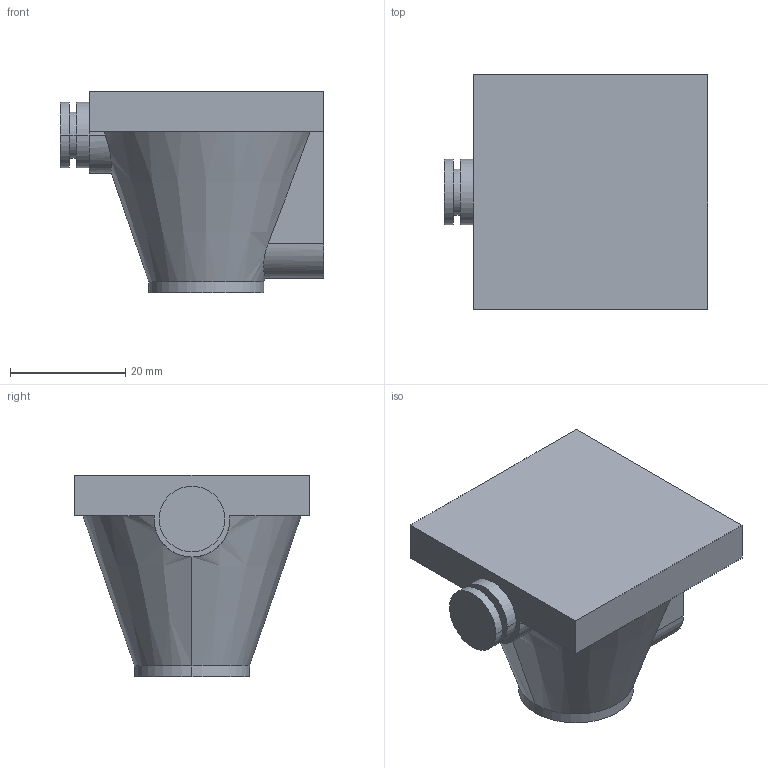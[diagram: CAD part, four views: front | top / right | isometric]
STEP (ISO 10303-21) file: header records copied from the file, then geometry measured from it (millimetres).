
FILE_DESCRIPTION(('STEP AP214'),'1');
FILE_NAME('cctmp_32E70EEF-B969-4FD5-B342-A6A662650A63_2021_1_14_9_25_35_132..stp','2021-01-14T08:25:35',('Bosch Rexroth AG'),('CADClick - www.CADClick.com'),'Spatial InterOp 3D',' ','unknown authorization - (Healing Option Enabled)');
FILE_SCHEMA(('AUTOMOTIVE_DESIGN'));
Length unit declared in the file: millimetre
Products named in the file (1): 2021_01_14__09-25-35-128
Bounding box: 45.8 x 40.8 x 35 mm (x, y, z)
Volume: 32454.3 mm3; surface area: 6987.4 mm2
Topology: 1 solids, 1 shells, 27 faces, 64 edges, 42 vertices
Faces by surface type: plane 13, cylinder 12, cone 2
Entity records: 1124 total; most frequent: CARTESIAN_POINT 252, DIRECTION 134, ORIENTED_EDGE 128, EDGE_CURVE 64, AXIS2_PLACEMENT_3D 50, VERTEX_POINT 42, LINE 34, VECTOR 34
